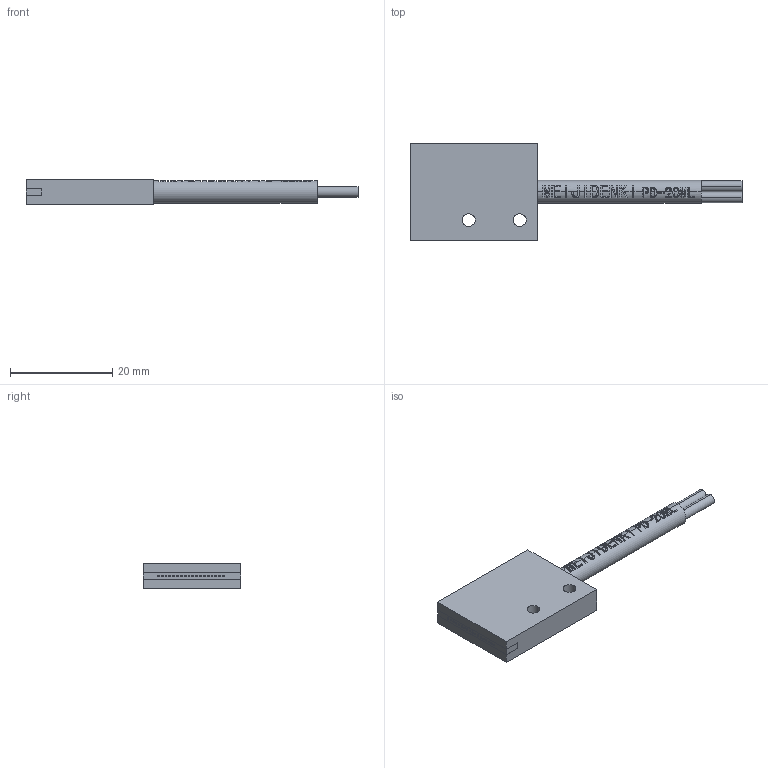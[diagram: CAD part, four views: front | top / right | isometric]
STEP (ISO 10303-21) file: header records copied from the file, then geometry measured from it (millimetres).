
FILE_DESCRIPTION((''),'2;1');
FILE_NAME('PRT0001','2021-08-12T',('Gavin'),(''),'PRO/ENGINEER BY PARAMETRIC TECHNOLOGY CORPORATION, 2009440','PRO/ENGINEER BY PARAMETRIC TECHNOLOGY CORPORATION, 2009440','');
FILE_SCHEMA(('CONFIG_CONTROL_DESIGN'));
Length unit declared in the file: millimetre
Products named in the file (1): PRT0001
Bounding box: 65.01 x 19 x 5 mm (x, y, z)
Volume: 2746.4 mm3; surface area: 2554.6 mm2
Topology: 1 solids, 1 shells, 263 faces, 707 edges, 471 vertices
Faces by surface type: plane 173, cylinder 66, extrusion 24
Entity records: 9555 total; most frequent: CARTESIAN_POINT 2889, ORIENTED_EDGE 1414, DIRECTION 1306, EDGE_CURVE 707, VERTEX_POINT 471, VECTOR 456, LINE 432, AXIS2_PLACEMENT_3D 425
